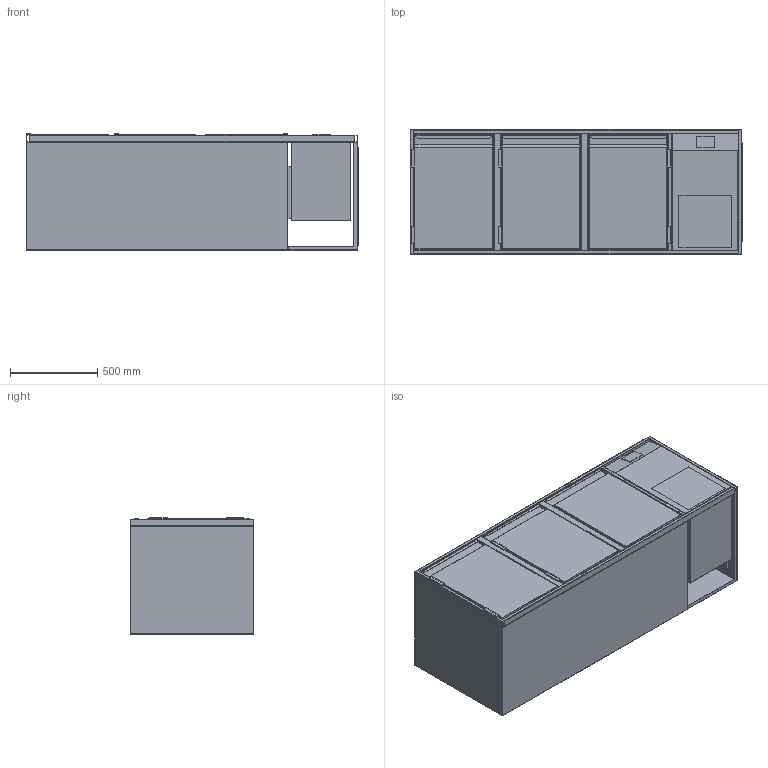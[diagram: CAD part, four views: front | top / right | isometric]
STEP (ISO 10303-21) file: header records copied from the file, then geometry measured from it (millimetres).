
FILE_DESCRIPTION (( 'STEP AP214' ), '1' );
FILE_NAME ('TKE-3-71-R-3T.step', '2024-11-06T14:57:35', ( '' ), ( '' ), 'SwSTEP 2.0', 'SolidWorks 2023', '' );
FILE_SCHEMA (( 'AUTOMOTIVE_DESIGN' ));
Length unit declared in the file: millimetre
Products named in the file (11): 24-01-54902_TK-TUER-445-655-L; 24-01-54895_G-TK-Einbauelement-Tür-460-660-710-L; 20-03-43331_G-KT-Auflage-400-660-Ohne-Rost; TKE-3-71-R-3T; 23-10-54612_G-TK-Korpus-1500-660-710-R; 24-02-55011_G-TK-Fach-S-R-400-660-710; 21-11-50307_G-TK-FRR-710-1900--1500B-400; 24-01-54895_G-TK-Einbauelement-Tür-460-660-710-R; 24-01-54902_TK-TUER-445-655-R; 20-03-43331_G-KT-Auflage-400-660-mit-Rost; 24-01-54896_G-TK-Rahmen-Tür-460-710
Assembly tree (16 placements, depth 3):
  TKE-3-71-R-3T
    23-10-54612_G-TK-Korpus-1500-660-710-R
    21-11-50307_G-TK-FRR-710-1900--1500B-400
    24-02-55011_G-TK-Fach-S-R-400-660-710
    24-01-54895_G-TK-Einbauelement-Tür-460-660-710-L  x2
      24-01-54896_G-TK-Rahmen-Tür-460-710
      24-01-54902_TK-TUER-445-655-L
      20-03-43331_G-KT-Auflage-400-660-Ohne-Rost
      20-03-43331_G-KT-Auflage-400-660-mit-Rost
    24-01-54895_G-TK-Einbauelement-Tür-460-660-710-R
      24-01-54896_G-TK-Rahmen-Tür-460-710
      24-01-54902_TK-TUER-445-655-R
      20-03-43331_G-KT-Auflage-400-660-Ohne-Rost  x2
      20-03-43331_G-KT-Auflage-400-660-mit-Rost
Bounding box: 1901 x 710 x 667.5 mm (x, y, z)
Volume: 274229098.4 mm3; surface area: 18521137.8 mm2
Topology: 42 solids, 42 shells, 2420 faces, 6428 edges, 4068 vertices
Faces by surface type: cylinder 1478, plane 803, torus 48, sphere 46, bspline 45
Entity records: 36462 total; most frequent: CARTESIAN_POINT 6990, DIRECTION 6265, ORIENTED_EDGE 5818, EDGE_CURVE 2909, AXIS2_PLACEMENT_3D 2329, VERTEX_POINT 1842, VECTOR 1607, LINE 1607
